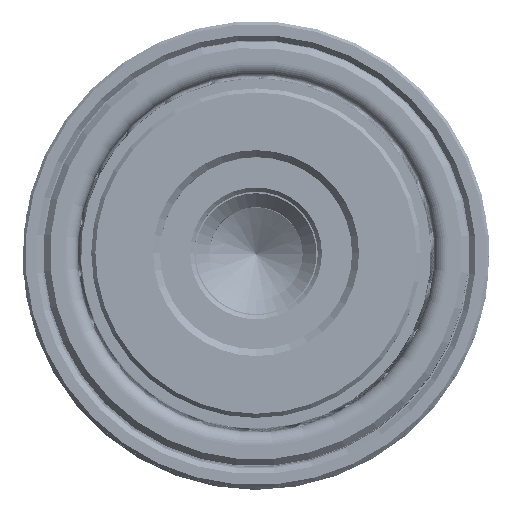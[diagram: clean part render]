
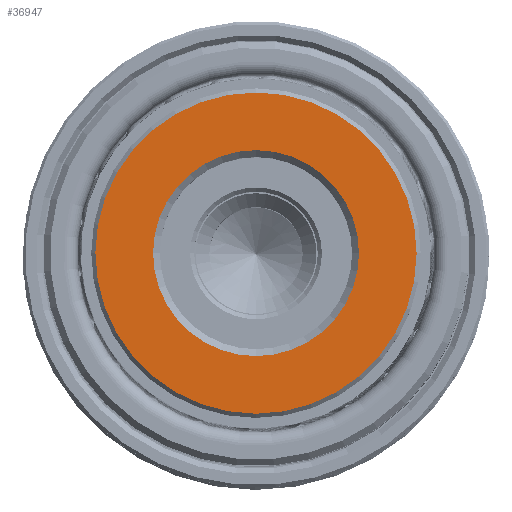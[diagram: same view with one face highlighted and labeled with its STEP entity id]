
A CAD part, top view. The second image highlights one B-rep face of the part: STEP entity #36947.
In plain terms, the highlighted face is planar.
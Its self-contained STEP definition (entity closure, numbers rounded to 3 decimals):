
#1857 = DIRECTION ( 'NONE',  ( 1., 0., 0. ) ) ;
#2754 = FACE_OUTER_BOUND ( 'NONE', #21299, .T. ) ;
#3298 = CIRCLE ( 'NONE', #7856, 11.7 ) ;
#4035 = AXIS2_PLACEMENT_3D ( 'NONE', #8014, #28778, #10963 ) ;
#6027 = CARTESIAN_POINT ( 'NONE',  ( 11.7, 0., 0. ) ) ;
#6424 = DIRECTION ( 'NONE',  ( 1., 0., 0. ) ) ;
#6944 = DIRECTION ( 'NONE',  ( 0., 0., -1. ) ) ;
#7809 = EDGE_CURVE ( 'NONE', #25320, #10815, #3298, .T. ) ;
#7856 = AXIS2_PLACEMENT_3D ( 'NONE', #24745, #6944, #27733 ) ;
#8014 = CARTESIAN_POINT ( 'NONE',  ( 0., 0., 0. ) ) ;
#8491 = DIRECTION ( 'NONE',  ( 0., 0., 1. ) ) ;
#9276 = PLANE ( 'NONE',  #30286 ) ;
#10815 = VERTEX_POINT ( 'NONE', #6027 ) ;
#10963 = DIRECTION ( 'NONE',  ( 1., 0., 0. ) ) ;
#14377 = ORIENTED_EDGE ( 'NONE', *, *, #18300, .T. ) ;
#16063 = VERTEX_POINT ( 'NONE', #37577 ) ;
#18300 = EDGE_CURVE ( 'NONE', #18785, #16063, #33255, .T. ) ;
#18785 = VERTEX_POINT ( 'NONE', #37823 ) ;
#19674 = DIRECTION ( 'NONE',  ( 0., 0., 1. ) ) ;
#21299 = EDGE_LOOP ( 'NONE', ( #22749, #36810 ) ) ;
#22182 = AXIS2_PLACEMENT_3D ( 'NONE', #37496, #19674, #1857 ) ;
#22521 = CIRCLE ( 'NONE', #4035, 11.7 ) ;
#22749 = ORIENTED_EDGE ( 'NONE', *, *, #29358, .T. ) ;
#23967 = EDGE_LOOP ( 'NONE', ( #14377, #25370 ) ) ;
#24222 = DIRECTION ( 'NONE',  ( 0., 0., 1. ) ) ;
#24745 = CARTESIAN_POINT ( 'NONE',  ( 0., 0., 0. ) ) ;
#25320 = VERTEX_POINT ( 'NONE', #26526 ) ;
#25370 = ORIENTED_EDGE ( 'NONE', *, *, #28384, .T. ) ;
#25542 = FACE_BOUND ( 'NONE', #23967, .T. ) ;
#26279 = CARTESIAN_POINT ( 'NONE',  ( 0., 0., 0. ) ) ;
#26526 = CARTESIAN_POINT ( 'NONE',  ( -11.7, 0., 0. ) ) ;
#27733 = DIRECTION ( 'NONE',  ( 1., 0., 0. ) ) ;
#28384 = EDGE_CURVE ( 'NONE', #16063, #18785, #29967, .T. ) ;
#28778 = DIRECTION ( 'NONE',  ( 0., 0., -1. ) ) ;
#29255 = DIRECTION ( 'NONE',  ( 1., 0., 0. ) ) ;
#29358 = EDGE_CURVE ( 'NONE', #10815, #25320, #22521, .T. ) ;
#29967 = CIRCLE ( 'NONE', #30251, 7.5 ) ;
#30251 = AXIS2_PLACEMENT_3D ( 'NONE', #26279, #8491, #29255 ) ;
#30286 = AXIS2_PLACEMENT_3D ( 'NONE', #36064, #24222, #6424 ) ;
#33255 = CIRCLE ( 'NONE', #22182, 7.5 ) ;
#36064 = CARTESIAN_POINT ( 'NONE',  ( 0., 0., 0. ) ) ;
#36810 = ORIENTED_EDGE ( 'NONE', *, *, #7809, .T. ) ;
#36947 = ADVANCED_FACE ( 'NONE', ( #2754, #25542 ), #9276, .F. ) ;
#37496 = CARTESIAN_POINT ( 'NONE',  ( 0., 0., 0. ) ) ;
#37577 = CARTESIAN_POINT ( 'NONE',  ( 7.5, 0., 0. ) ) ;
#37823 = CARTESIAN_POINT ( 'NONE',  ( -7.5, 0., 0. ) ) ;
